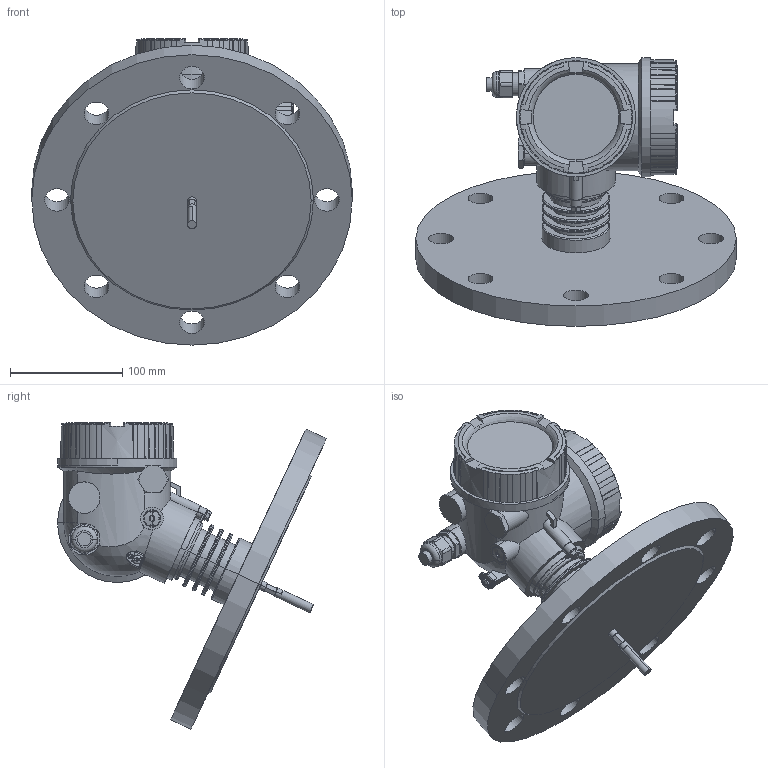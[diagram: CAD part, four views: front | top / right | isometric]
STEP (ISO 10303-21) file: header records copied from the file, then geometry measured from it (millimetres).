
FILE_DESCRIPTION((''),'2;1');
FILE_NAME('DM_CAD-2113_SW0001','2015-06-11T',('Creinig-se'),(''),'PRO/ENGINEER BY PARAMETRIC TECHNOLOGY CORPORATION, 2013050','PRO/ENGINEER BY PARAMETRIC TECHNOLOGY CORPORATION, 2013050','');
FILE_SCHEMA(('CONFIG_CONTROL_DESIGN'));
Length unit declared in the file: millimetre
Products named in the file (1): DM_CAD-2113_SW0001
Bounding box: 285 x 239.05 x 272.41 mm (x, y, z)
Volume: 2772178.2 mm3; surface area: 258984.7 mm2
Topology: 2 solids, 2 shells, 658 faces, 1896 edges, 1275 vertices
Faces by surface type: plane 293, cylinder 170, cone 107, torus 50, sphere 16, extrusion 14, bspline 8
Entity records: 28690 total; most frequent: CARTESIAN_POINT 9720, DIRECTION 3772, ORIENTED_EDGE 3750, EDGE_CURVE 1875, AXIS2_PLACEMENT_3D 1504, VERTEX_POINT 1280, CIRCLE 867, VECTOR 764
